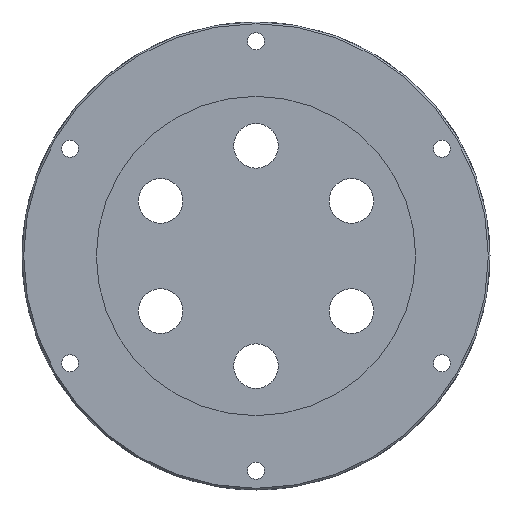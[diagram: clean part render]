
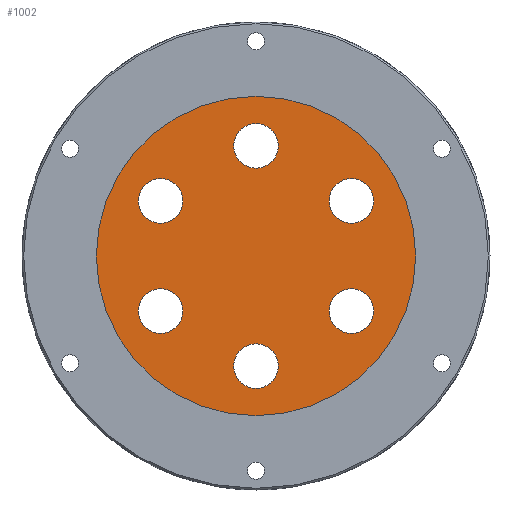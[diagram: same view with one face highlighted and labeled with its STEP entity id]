
A CAD part, front view. The second image highlights one B-rep face of the part: STEP entity #1002.
In plain terms, the highlighted planar face has unit normal (0, -1, 0).
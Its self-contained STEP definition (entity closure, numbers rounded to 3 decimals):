
#104 = CIRCLE ( 'NONE', #1428, 4.05 ) ;
#107 = ORIENTED_EDGE ( 'NONE', *, *, #1401, .F. ) ;
#129 = DIRECTION ( 'NONE',  ( 0., -1., 0. ) ) ;
#133 = CARTESIAN_POINT ( 'NONE',  ( 17.321, 0., 14.05 ) ) ;
#135 = ORIENTED_EDGE ( 'NONE', *, *, #2661, .F. ) ;
#161 = EDGE_CURVE ( 'NONE', #3537, #2363, #2008, .T. ) ;
#192 = EDGE_CURVE ( 'NONE', #2804, #369, #3462, .T. ) ;
#218 = AXIS2_PLACEMENT_3D ( 'NONE', #517, #2202, #3415 ) ;
#279 = CIRCLE ( 'NONE', #703, 4.05 ) ;
#303 = CARTESIAN_POINT ( 'NONE',  ( 0., 0., -29. ) ) ;
#325 = ORIENTED_EDGE ( 'NONE', *, *, #2456, .F. ) ;
#338 = CIRCLE ( 'NONE', #218, 4.05 ) ;
#360 = EDGE_LOOP ( 'NONE', ( #3109, #325 ) ) ;
#368 = EDGE_CURVE ( 'NONE', #1956, #2085, #579, .T. ) ;
#369 = VERTEX_POINT ( 'NONE', #303 ) ;
#468 = AXIS2_PLACEMENT_3D ( 'NONE', #2646, #3502, #640 ) ;
#490 = FACE_OUTER_BOUND ( 'NONE', #2043, .T. ) ;
#500 = ORIENTED_EDGE ( 'NONE', *, *, #3526, .F. ) ;
#510 = EDGE_CURVE ( 'NONE', #369, #2804, #1178, .T. ) ;
#511 = DIRECTION ( 'NONE',  ( 0., -1., 0. ) ) ;
#516 = AXIS2_PLACEMENT_3D ( 'NONE', #1846, #979, #964 ) ;
#517 = CARTESIAN_POINT ( 'NONE',  ( 17.321, 0., 10. ) ) ;
#519 = VERTEX_POINT ( 'NONE', #3372 ) ;
#553 = VERTEX_POINT ( 'NONE', #799 ) ;
#579 = CIRCLE ( 'NONE', #3637, 4.05 ) ;
#640 = DIRECTION ( 'NONE',  ( 0., 0., -1. ) ) ;
#703 = AXIS2_PLACEMENT_3D ( 'NONE', #2498, #1896, #1973 ) ;
#717 = AXIS2_PLACEMENT_3D ( 'NONE', #3557, #2455, #2983 ) ;
#732 = ORIENTED_EDGE ( 'NONE', *, *, #3503, .F. ) ;
#752 = ORIENTED_EDGE ( 'NONE', *, *, #510, .T. ) ;
#758 = CARTESIAN_POINT ( 'NONE',  ( 0., 0., 0. ) ) ;
#799 = CARTESIAN_POINT ( 'NONE',  ( 17.321, 0., -5.95 ) ) ;
#804 = CARTESIAN_POINT ( 'NONE',  ( 0., 0., 24.05 ) ) ;
#811 = FACE_BOUND ( 'NONE', #3154, .T. ) ;
#864 = FACE_BOUND ( 'NONE', #1394, .T. ) ;
#876 = ORIENTED_EDGE ( 'NONE', *, *, #161, .F. ) ;
#900 = DIRECTION ( 'NONE',  ( 0., 0., -1. ) ) ;
#933 = CARTESIAN_POINT ( 'NONE',  ( 0., 0., -15.95 ) ) ;
#964 = DIRECTION ( 'NONE',  ( 0., 0., -1. ) ) ;
#971 = EDGE_LOOP ( 'NONE', ( #135, #3273 ) ) ;
#979 = DIRECTION ( 'NONE',  ( 0., -1., 0. ) ) ;
#1002 = ADVANCED_FACE ( 'NONE', ( #2292, #811, #1373, #864, #2797, #2003, #490 ), #1946, .F. ) ;
#1033 = DIRECTION ( 'NONE',  ( 0., 0., -1. ) ) ;
#1085 = DIRECTION ( 'NONE',  ( 0., 0., -1. ) ) ;
#1171 = CARTESIAN_POINT ( 'NONE',  ( -17.321, 0., -10. ) ) ;
#1178 = CIRCLE ( 'NONE', #3404, 29. ) ;
#1193 = CARTESIAN_POINT ( 'NONE',  ( 17.321, 0., -14.05 ) ) ;
#1213 = CARTESIAN_POINT ( 'NONE',  ( 0., 0., -20. ) ) ;
#1219 = EDGE_CURVE ( 'NONE', #3196, #3122, #2381, .T. ) ;
#1257 = DIRECTION ( 'NONE',  ( 0., 0., -1. ) ) ;
#1276 = DIRECTION ( 'NONE',  ( 0., -1., 0. ) ) ;
#1292 = EDGE_CURVE ( 'NONE', #3252, #553, #104, .T. ) ;
#1350 = CARTESIAN_POINT ( 'NONE',  ( -17.321, 0., -10. ) ) ;
#1358 = CARTESIAN_POINT ( 'NONE',  ( -17.321, 0., 5.95 ) ) ;
#1373 = FACE_BOUND ( 'NONE', #971, .T. ) ;
#1375 = AXIS2_PLACEMENT_3D ( 'NONE', #1213, #2021, #900 ) ;
#1394 = EDGE_LOOP ( 'NONE', ( #1717, #107 ) ) ;
#1401 = EDGE_CURVE ( 'NONE', #2473, #1604, #3534, .T. ) ;
#1426 = DIRECTION ( 'NONE',  ( 0., 0., -1. ) ) ;
#1428 = AXIS2_PLACEMENT_3D ( 'NONE', #3324, #1276, #3570 ) ;
#1436 = AXIS2_PLACEMENT_3D ( 'NONE', #1350, #3120, #1085 ) ;
#1477 = VERTEX_POINT ( 'NONE', #2542 ) ;
#1604 = VERTEX_POINT ( 'NONE', #3728 ) ;
#1607 = CARTESIAN_POINT ( 'NONE',  ( 0., 0., 20. ) ) ;
#1674 = DIRECTION ( 'NONE',  ( 0., 1., 0. ) ) ;
#1696 = DIRECTION ( 'NONE',  ( 0., 0., -1. ) ) ;
#1717 = ORIENTED_EDGE ( 'NONE', *, *, #2823, .F. ) ;
#1718 = AXIS2_PLACEMENT_3D ( 'NONE', #3098, #1674, #2818 ) ;
#1766 = AXIS2_PLACEMENT_3D ( 'NONE', #2768, #2805, #2729 ) ;
#1846 = CARTESIAN_POINT ( 'NONE',  ( -17.321, 0., 10. ) ) ;
#1887 = ORIENTED_EDGE ( 'NONE', *, *, #192, .T. ) ;
#1896 = DIRECTION ( 'NONE',  ( 0., -1., 0. ) ) ;
#1922 = DIRECTION ( 'NONE',  ( 0., -1., 0. ) ) ;
#1946 = PLANE ( 'NONE',  #1718 ) ;
#1956 = VERTEX_POINT ( 'NONE', #2889 ) ;
#1973 = DIRECTION ( 'NONE',  ( 0., 0., -1. ) ) ;
#1989 = DIRECTION ( 'NONE',  ( 0., 0., -1. ) ) ;
#2003 = FACE_BOUND ( 'NONE', #2229, .T. ) ;
#2007 = EDGE_CURVE ( 'NONE', #1477, #519, #3231, .T. ) ;
#2008 = CIRCLE ( 'NONE', #516, 4.05 ) ;
#2021 = DIRECTION ( 'NONE',  ( 0., -1., 0. ) ) ;
#2029 = CIRCLE ( 'NONE', #1375, 4.05 ) ;
#2043 = EDGE_LOOP ( 'NONE', ( #752, #1887 ) ) ;
#2085 = VERTEX_POINT ( 'NONE', #133 ) ;
#2088 = CIRCLE ( 'NONE', #468, 4.05 ) ;
#2122 = DIRECTION ( 'NONE',  ( 0., -1., 0. ) ) ;
#2202 = DIRECTION ( 'NONE',  ( 0., -1., 0. ) ) ;
#2205 = AXIS2_PLACEMENT_3D ( 'NONE', #1171, #2122, #1696 ) ;
#2229 = EDGE_LOOP ( 'NONE', ( #2891, #732 ) ) ;
#2281 = DIRECTION ( 'NONE',  ( 0., -1., 0. ) ) ;
#2292 = FACE_BOUND ( 'NONE', #2525, .T. ) ;
#2316 = CARTESIAN_POINT ( 'NONE',  ( 0., 0., 15.95 ) ) ;
#2334 = CIRCLE ( 'NONE', #717, 4.05 ) ;
#2358 = CARTESIAN_POINT ( 'NONE',  ( 0., 0., 29. ) ) ;
#2363 = VERTEX_POINT ( 'NONE', #3236 ) ;
#2381 = CIRCLE ( 'NONE', #2744, 4.05 ) ;
#2455 = DIRECTION ( 'NONE',  ( 0., -1., 0. ) ) ;
#2456 = EDGE_CURVE ( 'NONE', #553, #3252, #2088, .T. ) ;
#2473 = VERTEX_POINT ( 'NONE', #933 ) ;
#2498 = CARTESIAN_POINT ( 'NONE',  ( -17.321, 0., 10. ) ) ;
#2525 = EDGE_LOOP ( 'NONE', ( #2656, #3405 ) ) ;
#2542 = CARTESIAN_POINT ( 'NONE',  ( -17.321, 0., -5.95 ) ) ;
#2567 = CARTESIAN_POINT ( 'NONE',  ( 0., 0., -20. ) ) ;
#2598 = EDGE_CURVE ( 'NONE', #3122, #3196, #2334, .T. ) ;
#2646 = CARTESIAN_POINT ( 'NONE',  ( 17.321, 0., -10. ) ) ;
#2656 = ORIENTED_EDGE ( 'NONE', *, *, #1219, .F. ) ;
#2661 = EDGE_CURVE ( 'NONE', #519, #1477, #3301, .T. ) ;
#2729 = DIRECTION ( 'NONE',  ( 0., 0., -1. ) ) ;
#2744 = AXIS2_PLACEMENT_3D ( 'NONE', #1607, #129, #1257 ) ;
#2768 = CARTESIAN_POINT ( 'NONE',  ( 0., 0., 0. ) ) ;
#2797 = FACE_BOUND ( 'NONE', #360, .T. ) ;
#2804 = VERTEX_POINT ( 'NONE', #2358 ) ;
#2805 = DIRECTION ( 'NONE',  ( 0., -1., 0. ) ) ;
#2818 = DIRECTION ( 'NONE',  ( 0., 0., 1. ) ) ;
#2823 = EDGE_CURVE ( 'NONE', #1604, #2473, #2029, .T. ) ;
#2888 = CARTESIAN_POINT ( 'NONE',  ( 17.321, 0., 10. ) ) ;
#2889 = CARTESIAN_POINT ( 'NONE',  ( 17.321, 0., 5.95 ) ) ;
#2891 = ORIENTED_EDGE ( 'NONE', *, *, #368, .F. ) ;
#2911 = AXIS2_PLACEMENT_3D ( 'NONE', #2567, #1922, #1426 ) ;
#2983 = DIRECTION ( 'NONE',  ( 0., 0., -1. ) ) ;
#3098 = CARTESIAN_POINT ( 'NONE',  ( 0., 0., 0. ) ) ;
#3109 = ORIENTED_EDGE ( 'NONE', *, *, #1292, .F. ) ;
#3120 = DIRECTION ( 'NONE',  ( 0., -1., 0. ) ) ;
#3122 = VERTEX_POINT ( 'NONE', #804 ) ;
#3154 = EDGE_LOOP ( 'NONE', ( #876, #500 ) ) ;
#3196 = VERTEX_POINT ( 'NONE', #2316 ) ;
#3231 = CIRCLE ( 'NONE', #2205, 4.05 ) ;
#3236 = CARTESIAN_POINT ( 'NONE',  ( -17.321, 0., 14.05 ) ) ;
#3252 = VERTEX_POINT ( 'NONE', #1193 ) ;
#3273 = ORIENTED_EDGE ( 'NONE', *, *, #2007, .F. ) ;
#3301 = CIRCLE ( 'NONE', #1436, 4.05 ) ;
#3324 = CARTESIAN_POINT ( 'NONE',  ( 17.321, 0., -10. ) ) ;
#3372 = CARTESIAN_POINT ( 'NONE',  ( -17.321, 0., -14.05 ) ) ;
#3404 = AXIS2_PLACEMENT_3D ( 'NONE', #758, #511, #1033 ) ;
#3405 = ORIENTED_EDGE ( 'NONE', *, *, #2598, .F. ) ;
#3415 = DIRECTION ( 'NONE',  ( 0., 0., -1. ) ) ;
#3462 = CIRCLE ( 'NONE', #1766, 29. ) ;
#3502 = DIRECTION ( 'NONE',  ( 0., -1., 0. ) ) ;
#3503 = EDGE_CURVE ( 'NONE', #2085, #1956, #338, .T. ) ;
#3526 = EDGE_CURVE ( 'NONE', #2363, #3537, #279, .T. ) ;
#3534 = CIRCLE ( 'NONE', #2911, 4.05 ) ;
#3537 = VERTEX_POINT ( 'NONE', #1358 ) ;
#3557 = CARTESIAN_POINT ( 'NONE',  ( 0., 0., 20. ) ) ;
#3570 = DIRECTION ( 'NONE',  ( 0., 0., -1. ) ) ;
#3637 = AXIS2_PLACEMENT_3D ( 'NONE', #2888, #2281, #1989 ) ;
#3728 = CARTESIAN_POINT ( 'NONE',  ( 0., 0., -24.05 ) ) ;
